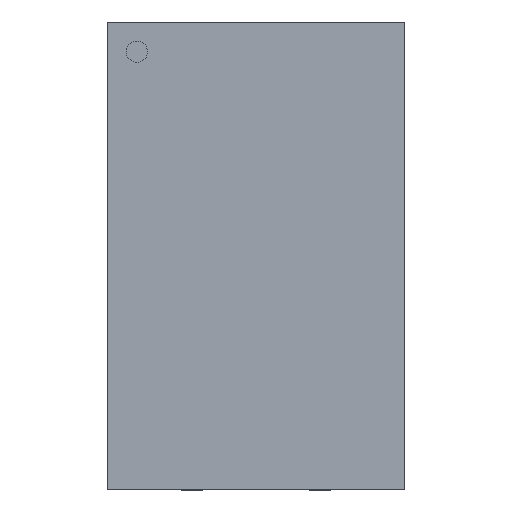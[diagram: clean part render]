
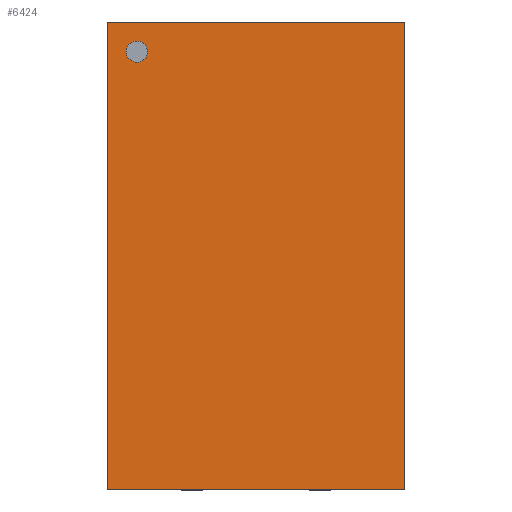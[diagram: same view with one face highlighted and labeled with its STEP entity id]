
A CAD part, top view. The second image highlights one B-rep face of the part: STEP entity #6424.
In plain terms, the highlighted face is planar.
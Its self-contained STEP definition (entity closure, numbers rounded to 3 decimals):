
#489=FACE_OUTER_BOUND('',#848,.T.);
#848=EDGE_LOOP('',(#5580,#5581,#5582,#5583));
#1606=LINE('',#10256,#2321);
#1609=LINE('',#10263,#2324);
#1632=LINE('',#10317,#2347);
#1738=LINE('',#10566,#2453);
#2321=VECTOR('',#8305,5.5);
#2324=VECTOR('',#8312,3.5);
#2347=VECTOR('',#8369,5.5);
#2453=VECTOR('',#8637,3.5);
#3017=VERTEX_POINT('',#10253);
#3018=VERTEX_POINT('',#10255);
#3020=VERTEX_POINT('',#10262);
#3034=VERTEX_POINT('',#10316);
#3788=EDGE_CURVE('',#3018,#3017,#1606,.T.);
#3791=EDGE_CURVE('',#3020,#3018,#1609,.T.);
#3818=EDGE_CURVE('',#3034,#3020,#1632,.T.);
#3944=EDGE_CURVE('',#3017,#3034,#1738,.T.);
#5580=ORIENTED_EDGE('',*,*,#3788,.T.);
#5581=ORIENTED_EDGE('',*,*,#3944,.T.);
#5582=ORIENTED_EDGE('',*,*,#3818,.T.);
#5583=ORIENTED_EDGE('',*,*,#3791,.T.);
#6087=PLANE('',#7007);
#6424=ADVANCED_FACE('',(#489),#6087,.T.);
#7007=AXIS2_PLACEMENT_3D('',#10586,#8661,#8662);
#8305=DIRECTION('',(0.,0.,1.));
#8312=DIRECTION('',(-1.,0.,0.));
#8369=DIRECTION('',(0.,0.,-1.));
#8637=DIRECTION('',(1.,0.,0.));
#8661=DIRECTION('center_axis',(0.,1.,0.));
#8662=DIRECTION('ref_axis',(1.,0.,0.));
#10253=CARTESIAN_POINT('',(-1.75,0.975,2.75));
#10255=CARTESIAN_POINT('',(-1.75,0.975,-2.75));
#10256=CARTESIAN_POINT('',(-1.75,0.975,-2.75));
#10262=CARTESIAN_POINT('',(1.75,0.975,-2.75));
#10263=CARTESIAN_POINT('',(1.75,0.975,-2.75));
#10316=CARTESIAN_POINT('',(1.75,0.975,2.75));
#10317=CARTESIAN_POINT('',(1.75,0.975,2.75));
#10566=CARTESIAN_POINT('',(-1.75,0.975,2.75));
#10586=CARTESIAN_POINT('Origin',(0.,0.975,0.));
